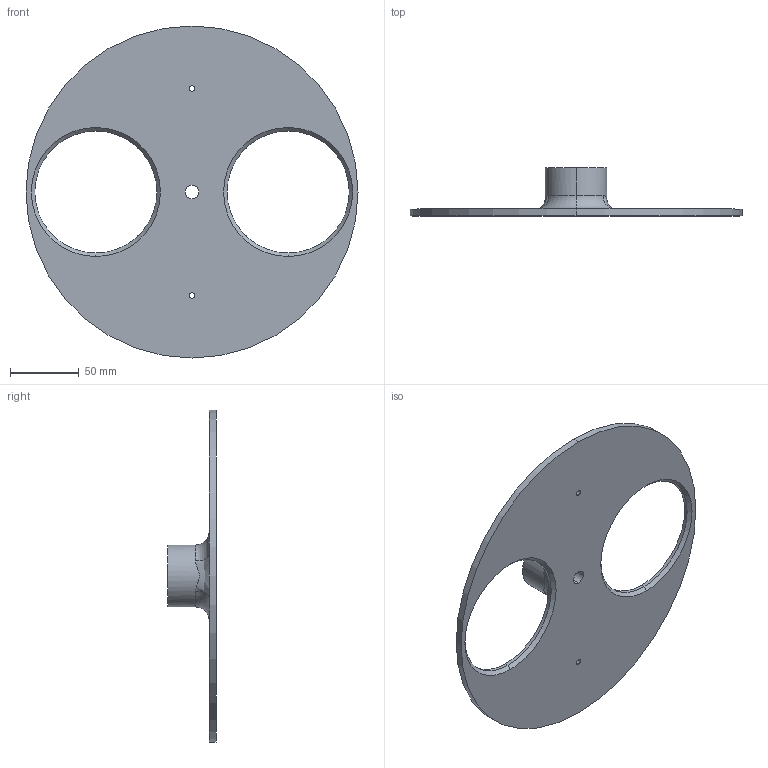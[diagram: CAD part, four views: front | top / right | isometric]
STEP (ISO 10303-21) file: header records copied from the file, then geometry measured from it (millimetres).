
FILE_DESCRIPTION (( 'STEP AP214' ), '1' );
FILE_NAME ('ball disc.STEP', '2025-04-18T07:21:29', ( '' ), ( '' ), 'SwSTEP 2.0', 'SolidWorks 2024', '' );
FILE_SCHEMA (( 'AUTOMOTIVE_DESIGN' ));
Length unit declared in the file: millimetre
Products named in the file (1): ball disc
Bounding box: 241.3 x 35 x 241.3 mm (x, y, z)
Volume: 212524.1 mm3; surface area: 77505.4 mm2
Topology: 1 solids, 1 shells, 38 faces, 90 edges, 57 vertices
Faces by surface type: cylinder 22, plane 7, cone 4, torus 3, bspline 2
Entity records: 1379 total; most frequent: CARTESIAN_POINT 410, DIRECTION 224, ORIENTED_EDGE 180, AXIS2_PLACEMENT_3D 99, EDGE_CURVE 90, CIRCLE 62, VERTEX_POINT 57, EDGE_LOOP 51
